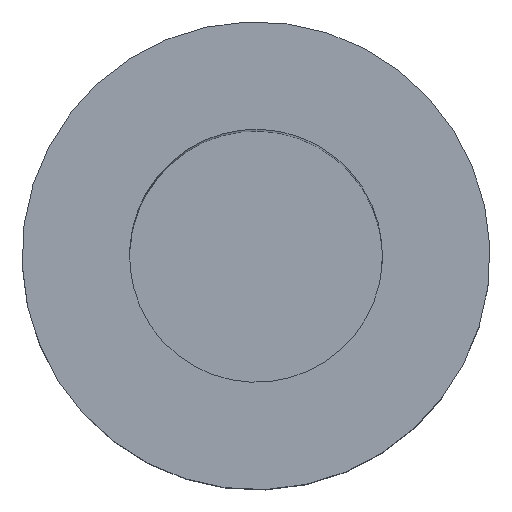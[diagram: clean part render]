
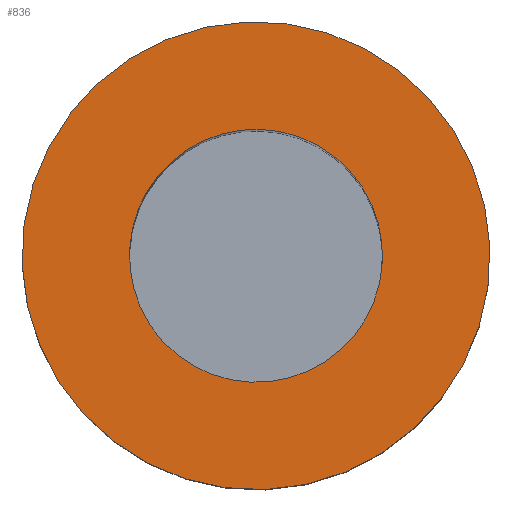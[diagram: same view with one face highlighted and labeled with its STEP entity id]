
A CAD part, top view. The second image highlights one B-rep face of the part: STEP entity #836.
In plain terms, the highlighted planar face has unit normal (0, 0, 1).
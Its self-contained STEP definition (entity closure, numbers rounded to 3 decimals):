
#733=AXIS2_PLACEMENT_3D('Circle Axis2P3D',#731,#732,$) ;
#757=AXIS2_PLACEMENT_3D('Circle Axis2P3D',#755,#756,$) ;
#770=AXIS2_PLACEMENT_3D('Plane Axis2P3D',#767,#768,#769) ;
#728=CARTESIAN_POINT('Vertex',(3.412,2.841,23.6)) ;
#731=CARTESIAN_POINT('Axis2P3D Location',(1.85,1.85,23.6)) ;
#735=CARTESIAN_POINT('Vertex',(0.288,0.859,23.6)) ;
#755=CARTESIAN_POINT('Axis2P3D Location',(1.85,1.85,23.6)) ;
#767=CARTESIAN_POINT('Axis2P3D Location',(0.939,3.286,23.6)) ;
#777=CARTESIAN_POINT('Control Point',(2.694,2.386,23.6)) ;
#778=CARTESIAN_POINT('Control Point',(2.747,2.303,23.6)) ;
#779=CARTESIAN_POINT('Control Point',(2.789,2.214,23.6)) ;
#780=CARTESIAN_POINT('Control Point',(2.82,2.12,23.6)) ;
#781=CARTESIAN_POINT('Control Point',(2.859,1.926,23.6)) ;
#782=CARTESIAN_POINT('Control Point',(2.85,1.729,23.6)) ;
#783=CARTESIAN_POINT('Control Point',(2.833,1.631,23.6)) ;
#784=CARTESIAN_POINT('Control Point',(2.776,1.442,23.6)) ;
#785=CARTESIAN_POINT('Control Point',(2.675,1.273,23.6)) ;
#786=CARTESIAN_POINT('Control Point',(2.615,1.194,23.6)) ;
#787=CARTESIAN_POINT('Control Point',(2.476,1.054,23.6)) ;
#788=CARTESIAN_POINT('Control Point',(2.307,0.952,23.6)) ;
#789=CARTESIAN_POINT('Control Point',(2.216,0.912,23.6)) ;
#790=CARTESIAN_POINT('Control Point',(2.028,0.854,23.6)) ;
#791=CARTESIAN_POINT('Control Point',(1.831,0.843,23.6)) ;
#792=CARTESIAN_POINT('Control Point',(1.732,0.85,23.6)) ;
#793=CARTESIAN_POINT('Control Point',(1.538,0.887,23.6)) ;
#794=CARTESIAN_POINT('Control Point',(1.359,0.971,23.6)) ;
#795=CARTESIAN_POINT('Control Point',(1.275,1.023,23.6)) ;
#796=CARTESIAN_POINT('Control Point',(1.167,1.111,23.6)) ;
#797=CARTESIAN_POINT('Control Point',(1.076,1.215,23.6)) ;
#798=CARTESIAN_POINT('Control Point',(1.051,1.247,23.6)) ;
#799=CARTESIAN_POINT('Control Point',(1.027,1.28,23.6)) ;
#800=CARTESIAN_POINT('Control Point',(1.006,1.314,23.6)) ;
#801=CARTESIAN_POINT('Vertex',(2.694,2.386,23.6)) ;
#803=CARTESIAN_POINT('Vertex',(1.006,1.314,23.6)) ;
#807=CARTESIAN_POINT('Control Point',(1.006,1.314,23.6)) ;
#808=CARTESIAN_POINT('Control Point',(0.953,1.397,23.6)) ;
#809=CARTESIAN_POINT('Control Point',(0.911,1.486,23.6)) ;
#810=CARTESIAN_POINT('Control Point',(0.88,1.58,23.6)) ;
#811=CARTESIAN_POINT('Control Point',(0.841,1.774,23.6)) ;
#812=CARTESIAN_POINT('Control Point',(0.85,1.971,23.6)) ;
#813=CARTESIAN_POINT('Control Point',(0.867,2.069,23.6)) ;
#814=CARTESIAN_POINT('Control Point',(0.924,2.258,23.6)) ;
#815=CARTESIAN_POINT('Control Point',(1.025,2.427,23.6)) ;
#816=CARTESIAN_POINT('Control Point',(1.085,2.506,23.6)) ;
#817=CARTESIAN_POINT('Control Point',(1.224,2.646,23.6)) ;
#818=CARTESIAN_POINT('Control Point',(1.393,2.748,23.6)) ;
#819=CARTESIAN_POINT('Control Point',(1.484,2.788,23.6)) ;
#820=CARTESIAN_POINT('Control Point',(1.672,2.846,23.6)) ;
#821=CARTESIAN_POINT('Control Point',(1.869,2.857,23.6)) ;
#822=CARTESIAN_POINT('Control Point',(1.968,2.85,23.6)) ;
#823=CARTESIAN_POINT('Control Point',(2.162,2.813,23.6)) ;
#824=CARTESIAN_POINT('Control Point',(2.341,2.729,23.6)) ;
#825=CARTESIAN_POINT('Control Point',(2.425,2.677,23.6)) ;
#826=CARTESIAN_POINT('Control Point',(2.533,2.589,23.6)) ;
#827=CARTESIAN_POINT('Control Point',(2.624,2.485,23.6)) ;
#828=CARTESIAN_POINT('Control Point',(2.649,2.453,23.6)) ;
#829=CARTESIAN_POINT('Control Point',(2.673,2.42,23.6)) ;
#830=CARTESIAN_POINT('Control Point',(2.694,2.386,23.6)) ;
#732=DIRECTION('Axis2P3D Direction',(0.,0.,1.)) ;
#756=DIRECTION('Axis2P3D Direction',(0.,0.,1.)) ;
#768=DIRECTION('Axis2P3D Direction',(0.,0.,1.)) ;
#769=DIRECTION('Axis2P3D XDirection',(-0.844,-0.536,0.)) ;
#773=ORIENTED_EDGE('',*,*,#737,.T.) ;
#774=ORIENTED_EDGE('',*,*,#759,.T.) ;
#833=ORIENTED_EDGE('',*,*,#805,.T.) ;
#834=ORIENTED_EDGE('',*,*,#831,.T.) ;
#835=FACE_BOUND('',#832,.T.) ;
#836=ADVANCED_FACE('Vereinigen1',(#775,#835),#771,.T.) ;
#776=B_SPLINE_CURVE_WITH_KNOTS('',5,(#777,#778,#779,#780,#781,#782,#783,#784,#785,#786,#787,#788,#789,#790,#791,#792,#793,#794,#795,#796,#797,#798,#799,#800),.UNSPECIFIED.,.F.,.U.,(6,3,3,3,3,3,3,6),(0.,0.693,1.386,2.078,2.771,3.464,4.157,4.443),.UNSPECIFIED.) ;
#806=B_SPLINE_CURVE_WITH_KNOTS('',5,(#807,#808,#809,#810,#811,#812,#813,#814,#815,#816,#817,#818,#819,#820,#821,#822,#823,#824,#825,#826,#827,#828,#829,#830),.UNSPECIFIED.,.F.,.U.,(6,3,3,3,3,3,3,6),(0.,0.693,1.386,2.078,2.771,3.464,4.157,4.443),.UNSPECIFIED.) ;
#734=CIRCLE('generated circle',#733,1.85) ;
#758=CIRCLE('generated circle',#757,1.85) ;
#737=EDGE_CURVE('',#736,#729,#734,.T.) ;
#759=EDGE_CURVE('',#729,#736,#758,.T.) ;
#805=EDGE_CURVE('',#802,#804,#776,.T.) ;
#831=EDGE_CURVE('',#804,#802,#806,.T.) ;
#772=EDGE_LOOP('',(#773,#774)) ;
#832=EDGE_LOOP('',(#833,#834)) ;
#775=FACE_OUTER_BOUND('',#772,.T.) ;
#771=PLANE('',#770) ;
#729=VERTEX_POINT('',#728) ;
#736=VERTEX_POINT('',#735) ;
#802=VERTEX_POINT('',#801) ;
#804=VERTEX_POINT('',#803) ;
